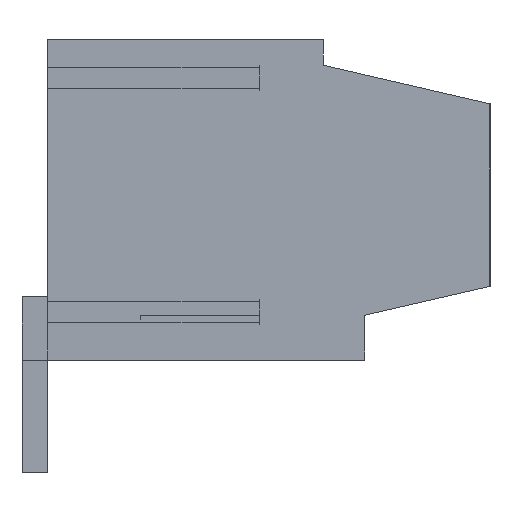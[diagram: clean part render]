
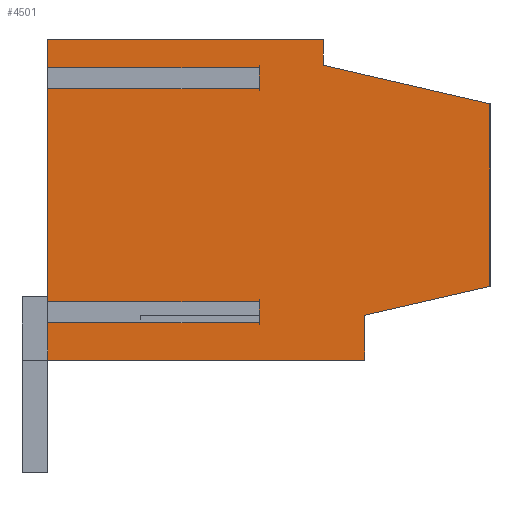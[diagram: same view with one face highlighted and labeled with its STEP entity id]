
A CAD part, left-side view. The second image highlights one B-rep face of the part: STEP entity #4501.
In plain terms, the highlighted planar face has unit normal (-1, 0, 0).
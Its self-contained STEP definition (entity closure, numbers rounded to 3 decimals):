
#4438=AXIS2_PLACEMENT_3D('Plane Axis2P3D',#4435,#4436,#4437) ;
#3496=CARTESIAN_POINT('Vertex',(0.,13.8,3.5)) ;
#3499=CARTESIAN_POINT('Line Origine',(0.,13.8,4.088)) ;
#3503=CARTESIAN_POINT('Vertex',(0.,13.8,4.675)) ;
#3524=CARTESIAN_POINT('Vertex',(0.,13.8,5.325)) ;
#3527=CARTESIAN_POINT('Line Origine',(0.,13.8,8.65)) ;
#3531=CARTESIAN_POINT('Vertex',(0.,13.8,11.975)) ;
#3552=CARTESIAN_POINT('Vertex',(0.,13.8,12.625)) ;
#3555=CARTESIAN_POINT('Line Origine',(0.,13.8,13.062)) ;
#3559=CARTESIAN_POINT('Vertex',(0.,13.8,13.5)) ;
#3988=CARTESIAN_POINT('Line Origine',(0.,9.5,13.5)) ;
#3992=CARTESIAN_POINT('Vertex',(0.,5.2,13.5)) ;
#4081=CARTESIAN_POINT('Line Origine',(0.,5.2,13.1)) ;
#4085=CARTESIAN_POINT('Vertex',(0.,5.2,12.7)) ;
#4106=CARTESIAN_POINT('Line Origine',(0.,2.6,12.1)) ;
#4110=CARTESIAN_POINT('Vertex',(0.,0.,11.499)) ;
#4131=CARTESIAN_POINT('Line Origine',(0.,0.,8.65)) ;
#4135=CARTESIAN_POINT('Vertex',(0.,0.,5.8)) ;
#4192=CARTESIAN_POINT('Line Origine',(0.,1.95,5.35)) ;
#4196=CARTESIAN_POINT('Vertex',(0.,3.9,4.9)) ;
#4327=CARTESIAN_POINT('Vertex',(0.,3.9,3.5)) ;
#4330=CARTESIAN_POINT('Line Origine',(0.,8.85,3.5)) ;
#4435=CARTESIAN_POINT('Axis2P3D Location',(0.,14.6,0.)) ;
#4440=CARTESIAN_POINT('Line Origine',(0.,10.5,5.325)) ;
#4444=CARTESIAN_POINT('Vertex',(0.,7.2,5.325)) ;
#4447=CARTESIAN_POINT('Line Origine',(0.,7.2,5.)) ;
#4451=CARTESIAN_POINT('Vertex',(0.,7.2,4.675)) ;
#4454=CARTESIAN_POINT('Line Origine',(0.,10.5,4.675)) ;
#4459=CARTESIAN_POINT('Line Origine',(0.,3.9,4.2)) ;
#4464=CARTESIAN_POINT('Line Origine',(0.,10.5,12.625)) ;
#4468=CARTESIAN_POINT('Vertex',(0.,7.2,12.625)) ;
#4471=CARTESIAN_POINT('Line Origine',(0.,7.2,12.3)) ;
#4475=CARTESIAN_POINT('Vertex',(0.,7.2,11.975)) ;
#4478=CARTESIAN_POINT('Line Origine',(0.,10.5,11.975)) ;
#3500=DIRECTION('Vector Direction',(0.,0.,-1.)) ;
#3528=DIRECTION('Vector Direction',(0.,0.,-1.)) ;
#3556=DIRECTION('Vector Direction',(0.,0.,-1.)) ;
#3989=DIRECTION('Vector Direction',(0.,1.,0.)) ;
#4082=DIRECTION('Vector Direction',(0.,0.,1.)) ;
#4107=DIRECTION('Vector Direction',(0.,0.974,0.225)) ;
#4132=DIRECTION('Vector Direction',(0.,0.,1.)) ;
#4193=DIRECTION('Vector Direction',(0.,-0.974,0.225)) ;
#4331=DIRECTION('Vector Direction',(0.,-1.,0.)) ;
#4436=DIRECTION('Axis2P3D Direction',(-1.,0.,0.)) ;
#4437=DIRECTION('Axis2P3D XDirection',(0.,-1.,0.)) ;
#4441=DIRECTION('Vector Direction',(0.,-1.,0.)) ;
#4448=DIRECTION('Vector Direction',(0.,0.,-1.)) ;
#4455=DIRECTION('Vector Direction',(0.,-1.,0.)) ;
#4460=DIRECTION('Vector Direction',(0.,0.,1.)) ;
#4465=DIRECTION('Vector Direction',(0.,-1.,0.)) ;
#4472=DIRECTION('Vector Direction',(0.,0.,-1.)) ;
#4479=DIRECTION('Vector Direction',(0.,-1.,0.)) ;
#3501=VECTOR('Line Direction',#3500,1.) ;
#3529=VECTOR('Line Direction',#3528,1.) ;
#3557=VECTOR('Line Direction',#3556,1.) ;
#3990=VECTOR('Line Direction',#3989,1.) ;
#4083=VECTOR('Line Direction',#4082,1.) ;
#4108=VECTOR('Line Direction',#4107,1.) ;
#4133=VECTOR('Line Direction',#4132,1.) ;
#4194=VECTOR('Line Direction',#4193,1.) ;
#4332=VECTOR('Line Direction',#4331,1.) ;
#4442=VECTOR('Line Direction',#4441,1.) ;
#4449=VECTOR('Line Direction',#4448,1.) ;
#4456=VECTOR('Line Direction',#4455,1.) ;
#4461=VECTOR('Line Direction',#4460,1.) ;
#4466=VECTOR('Line Direction',#4465,1.) ;
#4473=VECTOR('Line Direction',#4472,1.) ;
#4480=VECTOR('Line Direction',#4479,1.) ;
#4484=ORIENTED_EDGE('',*,*,#3533,.T.) ;
#4485=ORIENTED_EDGE('',*,*,#4446,.T.) ;
#4486=ORIENTED_EDGE('',*,*,#4453,.T.) ;
#4487=ORIENTED_EDGE('',*,*,#4458,.F.) ;
#4488=ORIENTED_EDGE('',*,*,#3505,.T.) ;
#4489=ORIENTED_EDGE('',*,*,#4334,.T.) ;
#4490=ORIENTED_EDGE('',*,*,#4463,.T.) ;
#4491=ORIENTED_EDGE('',*,*,#4198,.T.) ;
#4492=ORIENTED_EDGE('',*,*,#4137,.T.) ;
#4493=ORIENTED_EDGE('',*,*,#4112,.T.) ;
#4494=ORIENTED_EDGE('',*,*,#4087,.T.) ;
#4495=ORIENTED_EDGE('',*,*,#3994,.T.) ;
#4496=ORIENTED_EDGE('',*,*,#3561,.T.) ;
#4497=ORIENTED_EDGE('',*,*,#4470,.T.) ;
#4498=ORIENTED_EDGE('',*,*,#4477,.T.) ;
#4499=ORIENTED_EDGE('',*,*,#4482,.F.) ;
#4501=ADVANCED_FACE('HOUSING',(#4500),#4439,.T.) ;
#3505=EDGE_CURVE('',#3504,#3497,#3502,.T.) ;
#3533=EDGE_CURVE('',#3532,#3525,#3530,.T.) ;
#3561=EDGE_CURVE('',#3560,#3553,#3558,.T.) ;
#3994=EDGE_CURVE('',#3993,#3560,#3991,.T.) ;
#4087=EDGE_CURVE('',#4086,#3993,#4084,.T.) ;
#4112=EDGE_CURVE('',#4111,#4086,#4109,.T.) ;
#4137=EDGE_CURVE('',#4136,#4111,#4134,.T.) ;
#4198=EDGE_CURVE('',#4197,#4136,#4195,.T.) ;
#4334=EDGE_CURVE('',#3497,#4328,#4333,.T.) ;
#4446=EDGE_CURVE('',#3525,#4445,#4443,.T.) ;
#4453=EDGE_CURVE('',#4445,#4452,#4450,.T.) ;
#4458=EDGE_CURVE('',#3504,#4452,#4457,.T.) ;
#4463=EDGE_CURVE('',#4328,#4197,#4462,.T.) ;
#4470=EDGE_CURVE('',#3553,#4469,#4467,.T.) ;
#4477=EDGE_CURVE('',#4469,#4476,#4474,.T.) ;
#4482=EDGE_CURVE('',#3532,#4476,#4481,.T.) ;
#4483=EDGE_LOOP('',(#4484,#4485,#4486,#4487,#4488,#4489,#4490,#4491,#4492,#4493,#4494,#4495,#4496,#4497,#4498,#4499)) ;
#4500=FACE_OUTER_BOUND('',#4483,.T.) ;
#3502=LINE('Line',#3499,#3501) ;
#3530=LINE('Line',#3527,#3529) ;
#3558=LINE('Line',#3555,#3557) ;
#3991=LINE('Line',#3988,#3990) ;
#4084=LINE('Line',#4081,#4083) ;
#4109=LINE('Line',#4106,#4108) ;
#4134=LINE('Line',#4131,#4133) ;
#4195=LINE('Line',#4192,#4194) ;
#4333=LINE('Line',#4330,#4332) ;
#4443=LINE('Line',#4440,#4442) ;
#4450=LINE('Line',#4447,#4449) ;
#4457=LINE('Line',#4454,#4456) ;
#4462=LINE('Line',#4459,#4461) ;
#4467=LINE('Line',#4464,#4466) ;
#4474=LINE('Line',#4471,#4473) ;
#4481=LINE('Line',#4478,#4480) ;
#4439=PLANE('',#4438) ;
#3497=VERTEX_POINT('',#3496) ;
#3504=VERTEX_POINT('',#3503) ;
#3525=VERTEX_POINT('',#3524) ;
#3532=VERTEX_POINT('',#3531) ;
#3553=VERTEX_POINT('',#3552) ;
#3560=VERTEX_POINT('',#3559) ;
#3993=VERTEX_POINT('',#3992) ;
#4086=VERTEX_POINT('',#4085) ;
#4111=VERTEX_POINT('',#4110) ;
#4136=VERTEX_POINT('',#4135) ;
#4197=VERTEX_POINT('',#4196) ;
#4328=VERTEX_POINT('',#4327) ;
#4445=VERTEX_POINT('',#4444) ;
#4452=VERTEX_POINT('',#4451) ;
#4469=VERTEX_POINT('',#4468) ;
#4476=VERTEX_POINT('',#4475) ;
